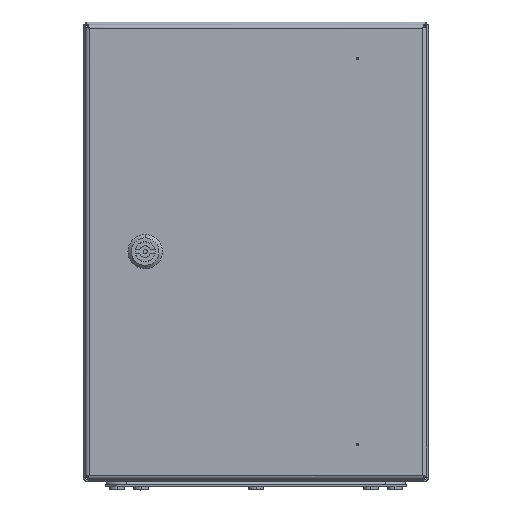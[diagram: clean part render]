
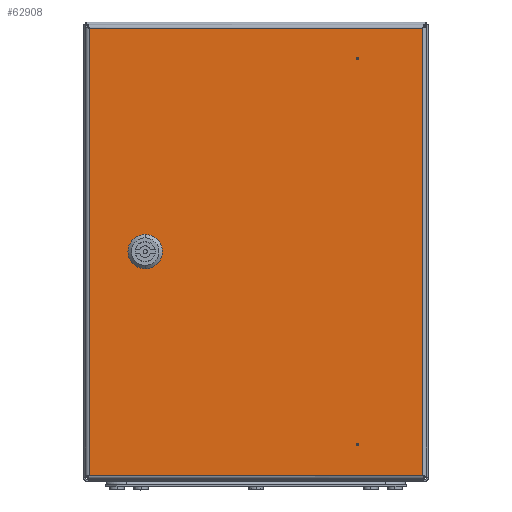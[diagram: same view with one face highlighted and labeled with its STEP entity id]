
A CAD part, top view. The second image highlights one B-rep face of the part: STEP entity #62908.
In plain terms, the highlighted planar face has unit normal (0, 0, 1).
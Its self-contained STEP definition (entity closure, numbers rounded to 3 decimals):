
#4338 = EDGE_LOOP ( 'NONE', ( #52023, #64896, #29731, #4900 ) ) ;
#4877 = VERTEX_POINT ( 'NONE', #89789 ) ;
#4900 = ORIENTED_EDGE ( 'NONE', *, *, #10218, .T. ) ;
#6190 = CARTESIAN_POINT ( 'NONE',  ( -101.654, -10., 0. ) ) ;
#7286 = DIRECTION ( 'NONE',  ( 0., 0., 1. ) ) ;
#7388 = DIRECTION ( 'NONE',  ( -1., 0., 0. ) ) ;
#8466 = VECTOR ( 'NONE', #60031, 1000. ) ;
#8646 = VERTEX_POINT ( 'NONE', #9388 ) ;
#9388 = CARTESIAN_POINT ( 'NONE',  ( -86.5, 5.154, 0. ) ) ;
#9931 = CARTESIAN_POINT ( 'NONE',  ( -96.5, 0., 0. ) ) ;
#10218 = EDGE_CURVE ( 'NONE', #4877, #33404, #113805, .T. ) ;
#10970 = AXIS2_PLACEMENT_3D ( 'NONE', #93473, #31888, #40752 ) ;
#12572 = VECTOR ( 'NONE', #110122, 1000. ) ;
#13090 = ORIENTED_EDGE ( 'NONE', *, *, #101985, .F. ) ;
#14420 = ORIENTED_EDGE ( 'NONE', *, *, #109807, .F. ) ;
#14617 = CARTESIAN_POINT ( 'NONE',  ( 88.5, -167.112, 0. ) ) ;
#16188 = FACE_BOUND ( 'NONE', #92900, .T. ) ;
#16556 = VERTEX_POINT ( 'NONE', #35774 ) ;
#16878 = EDGE_CURVE ( 'NONE', #77377, #4877, #17799, .T. ) ;
#17799 = LINE ( 'NONE', #44077, #21907 ) ;
#18105 = AXIS2_PLACEMENT_3D ( 'NONE', #105781, #52689, #114639 ) ;
#18762 = ORIENTED_EDGE ( 'NONE', *, *, #48047, .F. ) ;
#19291 = VERTEX_POINT ( 'NONE', #89102 ) ;
#19603 = CARTESIAN_POINT ( 'NONE',  ( -91.346, 10., 0. ) ) ;
#20283 = VERTEX_POINT ( 'NONE', #98302 ) ;
#21177 = EDGE_CURVE ( 'NONE', #97205, #16556, #98022, .T. ) ;
#21907 = VECTOR ( 'NONE', #27088, 1000. ) ;
#23709 = VERTEX_POINT ( 'NONE', #75077 ) ;
#23935 = DIRECTION ( 'NONE',  ( 0., 0., 1. ) ) ;
#27088 = DIRECTION ( 'NONE',  ( 1., 0., 0. ) ) ;
#27654 = DIRECTION ( 'NONE',  ( -1., 0., 0. ) ) ;
#27761 = CARTESIAN_POINT ( 'NONE',  ( -106.5, 5.154, 0. ) ) ;
#28047 = CARTESIAN_POINT ( 'NONE',  ( -101.654, 10., 0. ) ) ;
#28194 = AXIS2_PLACEMENT_3D ( 'NONE', #78668, #43395, #86468 ) ;
#28274 = VERTEX_POINT ( 'NONE', #69661 ) ;
#28973 = ORIENTED_EDGE ( 'NONE', *, *, #89366, .F. ) ;
#29637 = CARTESIAN_POINT ( 'NONE',  ( -145.1, 196.246, 0. ) ) ;
#29731 = ORIENTED_EDGE ( 'NONE', *, *, #16878, .T. ) ;
#30068 = VECTOR ( 'NONE', #54517, 1000. ) ;
#30608 = EDGE_CURVE ( 'NONE', #33404, #60197, #43684, .T. ) ;
#31399 = DIRECTION ( 'NONE',  ( 0., 0., 1. ) ) ;
#31888 = DIRECTION ( 'NONE',  ( 0., 0., 1. ) ) ;
#32608 = CARTESIAN_POINT ( 'NONE',  ( -96.5, 0., 0. ) ) ;
#32954 = LINE ( 'NONE', #28047, #62074 ) ;
#33404 = VERTEX_POINT ( 'NONE', #64729 ) ;
#33981 = DIRECTION ( 'NONE',  ( 1., 0., 0. ) ) ;
#34444 = CARTESIAN_POINT ( 'NONE',  ( 146.746, 194.6, 0. ) ) ;
#35774 = CARTESIAN_POINT ( 'NONE',  ( 88.5, 168.888, 0. ) ) ;
#37175 = ORIENTED_EDGE ( 'NONE', *, *, #113375, .F. ) ;
#38381 = CIRCLE ( 'NONE', #100747, 11.25 ) ;
#38559 = ORIENTED_EDGE ( 'NONE', *, *, #41749, .F. ) ;
#39677 = AXIS2_PLACEMENT_3D ( 'NONE', #113322, #7286, #33981 ) ;
#40752 = DIRECTION ( 'NONE',  ( 1., 0., 0. ) ) ;
#40970 = VECTOR ( 'NONE', #85970, 1000. ) ;
#41749 = EDGE_CURVE ( 'NONE', #8646, #100594, #54225, .T. ) ;
#43352 = DIRECTION ( 'NONE',  ( 0., 0., 1. ) ) ;
#43395 = DIRECTION ( 'NONE',  ( 0., 0., 1. ) ) ;
#43536 = CARTESIAN_POINT ( 'NONE',  ( -101.654, -10., 0. ) ) ;
#43684 = LINE ( 'NONE', #34444, #111588 ) ;
#44077 = CARTESIAN_POINT ( 'NONE',  ( -146.746, -194.6, 0. ) ) ;
#45992 = ORIENTED_EDGE ( 'NONE', *, *, #93999, .F. ) ;
#48028 = DIRECTION ( 'NONE',  ( 1., 0., 0. ) ) ;
#48047 = EDGE_CURVE ( 'NONE', #55221, #69743, #111647, .T. ) ;
#48502 = CARTESIAN_POINT ( 'NONE',  ( 88.5, -168.888, 0. ) ) ;
#50320 = CARTESIAN_POINT ( 'NONE',  ( 145.1, -196.246, 0. ) ) ;
#51554 = DIRECTION ( 'NONE',  ( 1., 0., 0. ) ) ;
#52023 = ORIENTED_EDGE ( 'NONE', *, *, #30608, .T. ) ;
#52363 = LINE ( 'NONE', #107518, #105199 ) ;
#52683 = CIRCLE ( 'NONE', #100447, 11.25 ) ;
#52689 = DIRECTION ( 'NONE',  ( 0., 0., 1. ) ) ;
#52986 = CIRCLE ( 'NONE', #106185, 11.25 ) ;
#53387 = EDGE_CURVE ( 'NONE', #60197, #77377, #87525, .T. ) ;
#53704 = DIRECTION ( 'NONE',  ( 1., 0., 0. ) ) ;
#54225 = CIRCLE ( 'NONE', #81785, 11.25 ) ;
#54517 = DIRECTION ( 'NONE',  ( 0., -1., 0. ) ) ;
#55221 = VERTEX_POINT ( 'NONE', #43536 ) ;
#56464 = CARTESIAN_POINT ( 'NONE',  ( -91.346, -10., 0. ) ) ;
#59166 = CARTESIAN_POINT ( 'NONE',  ( 88.5, -168., 0. ) ) ;
#60031 = DIRECTION ( 'NONE',  ( 0., 1., 0. ) ) ;
#60197 = VERTEX_POINT ( 'NONE', #98185 ) ;
#62074 = VECTOR ( 'NONE', #27654, 1000. ) ;
#62481 = VERTEX_POINT ( 'NONE', #48502 ) ;
#62760 = CARTESIAN_POINT ( 'NONE',  ( -96.5, 0., 0. ) ) ;
#62908 = ADVANCED_FACE ( 'NONE', ( #85544, #95207, #16188, #110378 ), #78314, .T. ) ;
#63411 = EDGE_LOOP ( 'NONE', ( #66884, #100458 ) ) ;
#64357 = VERTEX_POINT ( 'NONE', #14617 ) ;
#64729 = CARTESIAN_POINT ( 'NONE',  ( 145.1, 194.6, 0. ) ) ;
#64896 = ORIENTED_EDGE ( 'NONE', *, *, #53387, .T. ) ;
#66884 = ORIENTED_EDGE ( 'NONE', *, *, #21177, .F. ) ;
#66967 = DIRECTION ( 'NONE',  ( 1., 0., 0. ) ) ;
#69194 = CIRCLE ( 'NONE', #39677, 0.888 ) ;
#69661 = CARTESIAN_POINT ( 'NONE',  ( -101.654, 10., 0. ) ) ;
#69743 = VERTEX_POINT ( 'NONE', #56464 ) ;
#72338 = DIRECTION ( 'NONE',  ( 0., 0., 1. ) ) ;
#72341 = DIRECTION ( 'NONE',  ( 0., 1., 0. ) ) ;
#75077 = CARTESIAN_POINT ( 'NONE',  ( -106.5, 5.154, 0. ) ) ;
#76974 = ORIENTED_EDGE ( 'NONE', *, *, #80850, .F. ) ;
#77377 = VERTEX_POINT ( 'NONE', #111663 ) ;
#78076 = EDGE_CURVE ( 'NONE', #23709, #20283, #81313, .T. ) ;
#78314 = PLANE ( 'NONE',  #18105 ) ;
#78668 = CARTESIAN_POINT ( 'NONE',  ( 88.5, 168., 0. ) ) ;
#80850 = EDGE_CURVE ( 'NONE', #28274, #23709, #52986, .T. ) ;
#81119 = EDGE_LOOP ( 'NONE', ( #14420, #83447 ) ) ;
#81313 = LINE ( 'NONE', #27761, #30068 ) ;
#81785 = AXIS2_PLACEMENT_3D ( 'NONE', #83713, #31399, #48028 ) ;
#83447 = ORIENTED_EDGE ( 'NONE', *, *, #111361, .F. ) ;
#83713 = CARTESIAN_POINT ( 'NONE',  ( -96.5, 0., 0. ) ) ;
#85544 = FACE_BOUND ( 'NONE', #81119, .T. ) ;
#85970 = DIRECTION ( 'NONE',  ( 1., 0., 0. ) ) ;
#86468 = DIRECTION ( 'NONE',  ( 1., 0., 0. ) ) ;
#87525 = LINE ( 'NONE', #29637, #12572 ) ;
#87542 = AXIS2_PLACEMENT_3D ( 'NONE', #59166, #23935, #66967 ) ;
#89102 = CARTESIAN_POINT ( 'NONE',  ( -86.5, -5.154, 0. ) ) ;
#89366 = EDGE_CURVE ( 'NONE', #19291, #8646, #52363, .T. ) ;
#89789 = CARTESIAN_POINT ( 'NONE',  ( 145.1, -194.6, 0. ) ) ;
#92589 = CIRCLE ( 'NONE', #87542, 0.888 ) ;
#92743 = ORIENTED_EDGE ( 'NONE', *, *, #78076, .F. ) ;
#92900 = EDGE_LOOP ( 'NONE', ( #76974, #37175, #38559, #28973, #13090, #18762, #45992, #92743 ) ) ;
#93473 = CARTESIAN_POINT ( 'NONE',  ( 88.5, -168., 0. ) ) ;
#93999 = EDGE_CURVE ( 'NONE', #20283, #55221, #38381, .T. ) ;
#95207 = FACE_BOUND ( 'NONE', #63411, .T. ) ;
#97205 = VERTEX_POINT ( 'NONE', #104284 ) ;
#98022 = CIRCLE ( 'NONE', #28194, 0.888 ) ;
#98185 = CARTESIAN_POINT ( 'NONE',  ( -145.1, 194.6, 0. ) ) ;
#98302 = CARTESIAN_POINT ( 'NONE',  ( -106.5, -5.154, 0. ) ) ;
#100447 = AXIS2_PLACEMENT_3D ( 'NONE', #32608, #103859, #51554 ) ;
#100458 = ORIENTED_EDGE ( 'NONE', *, *, #102951, .F. ) ;
#100594 = VERTEX_POINT ( 'NONE', #19603 ) ;
#100747 = AXIS2_PLACEMENT_3D ( 'NONE', #9931, #72338, #53704 ) ;
#101985 = EDGE_CURVE ( 'NONE', #69743, #19291, #52683, .T. ) ;
#102951 = EDGE_CURVE ( 'NONE', #16556, #97205, #69194, .T. ) ;
#103859 = DIRECTION ( 'NONE',  ( 0., 0., 1. ) ) ;
#104284 = CARTESIAN_POINT ( 'NONE',  ( 88.5, 167.112, 0. ) ) ;
#105199 = VECTOR ( 'NONE', #72341, 1000. ) ;
#105354 = DIRECTION ( 'NONE',  ( 1., 0., 0. ) ) ;
#105781 = CARTESIAN_POINT ( 'NONE',  ( 0., 0., 0. ) ) ;
#106185 = AXIS2_PLACEMENT_3D ( 'NONE', #62760, #43352, #105354 ) ;
#107134 = CIRCLE ( 'NONE', #10970, 0.888 ) ;
#107518 = CARTESIAN_POINT ( 'NONE',  ( -86.5, 5.154, 0. ) ) ;
#109807 = EDGE_CURVE ( 'NONE', #64357, #62481, #107134, .T. ) ;
#110122 = DIRECTION ( 'NONE',  ( 0., -1., 0. ) ) ;
#110378 = FACE_OUTER_BOUND ( 'NONE', #4338, .T. ) ;
#111361 = EDGE_CURVE ( 'NONE', #62481, #64357, #92589, .T. ) ;
#111588 = VECTOR ( 'NONE', #7388, 1000. ) ;
#111647 = LINE ( 'NONE', #6190, #40970 ) ;
#111663 = CARTESIAN_POINT ( 'NONE',  ( -145.1, -194.6, 0. ) ) ;
#113322 = CARTESIAN_POINT ( 'NONE',  ( 88.5, 168., 0. ) ) ;
#113375 = EDGE_CURVE ( 'NONE', #100594, #28274, #32954, .T. ) ;
#113805 = LINE ( 'NONE', #50320, #8466 ) ;
#114639 = DIRECTION ( 'NONE',  ( 1., 0., 0. ) ) ;
